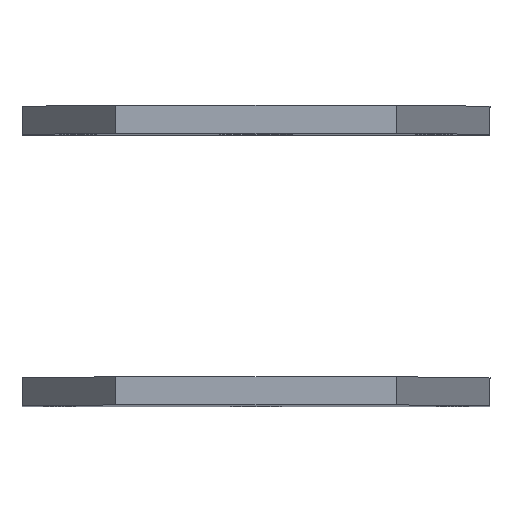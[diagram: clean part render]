
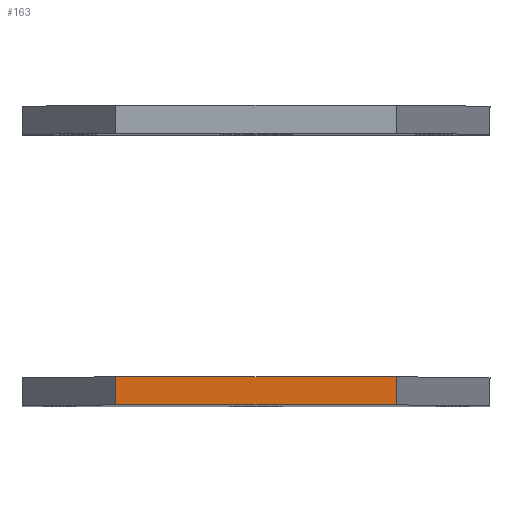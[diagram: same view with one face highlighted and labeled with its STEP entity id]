
A CAD part, top view. The second image highlights one B-rep face of the part: STEP entity #163.
In plain terms, the highlighted planar face has unit normal (0, 0, -1).
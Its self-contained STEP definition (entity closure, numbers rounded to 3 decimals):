
#136=AXIS2_PLACEMENT_3D('Plane Axis2P3D',#133,#134,#135) ;
#111=CARTESIAN_POINT('Vertex',(-42.672,-13.001,25.)) ;
#114=CARTESIAN_POINT('Line Origine',(-42.672,-14.501,25.)) ;
#118=CARTESIAN_POINT('Vertex',(-42.672,-16.001,25.)) ;
#133=CARTESIAN_POINT('Axis2P3D Location',(-42.672,-19.001,25.)) ;
#138=CARTESIAN_POINT('Line Origine',(-27.672,-13.001,25.)) ;
#142=CARTESIAN_POINT('Vertex',(-12.672,-13.001,25.)) ;
#145=CARTESIAN_POINT('Line Origine',(-12.672,-14.501,25.)) ;
#149=CARTESIAN_POINT('Vertex',(-12.672,-16.001,25.)) ;
#152=CARTESIAN_POINT('Line Origine',(-27.672,-16.001,25.)) ;
#115=DIRECTION('Vector Direction',(0.,1.,0.)) ;
#134=DIRECTION('Axis2P3D Direction',(0.,0.,1.)) ;
#135=DIRECTION('Axis2P3D XDirection',(1.,0.,0.)) ;
#139=DIRECTION('Vector Direction',(1.,0.,0.)) ;
#146=DIRECTION('Vector Direction',(0.,1.,0.)) ;
#153=DIRECTION('Vector Direction',(1.,0.,0.)) ;
#116=VECTOR('Line Direction',#115,1.) ;
#140=VECTOR('Line Direction',#139,1.) ;
#147=VECTOR('Line Direction',#146,1.) ;
#154=VECTOR('Line Direction',#153,1.) ;
#158=ORIENTED_EDGE('',*,*,#144,.T.) ;
#159=ORIENTED_EDGE('',*,*,#151,.F.) ;
#160=ORIENTED_EDGE('',*,*,#156,.F.) ;
#161=ORIENTED_EDGE('',*,*,#120,.T.) ;
#163=ADVANCED_FACE('Translation.1',(#162),#137,.F.) ;
#120=EDGE_CURVE('',#119,#112,#117,.T.) ;
#144=EDGE_CURVE('',#112,#143,#141,.T.) ;
#151=EDGE_CURVE('',#150,#143,#148,.T.) ;
#156=EDGE_CURVE('',#119,#150,#155,.T.) ;
#157=EDGE_LOOP('',(#158,#159,#160,#161)) ;
#162=FACE_OUTER_BOUND('',#157,.T.) ;
#117=LINE('Line',#114,#116) ;
#141=LINE('Line',#138,#140) ;
#148=LINE('Line',#145,#147) ;
#155=LINE('Line',#152,#154) ;
#137=PLANE('',#136) ;
#112=VERTEX_POINT('',#111) ;
#119=VERTEX_POINT('',#118) ;
#143=VERTEX_POINT('',#142) ;
#150=VERTEX_POINT('',#149) ;
